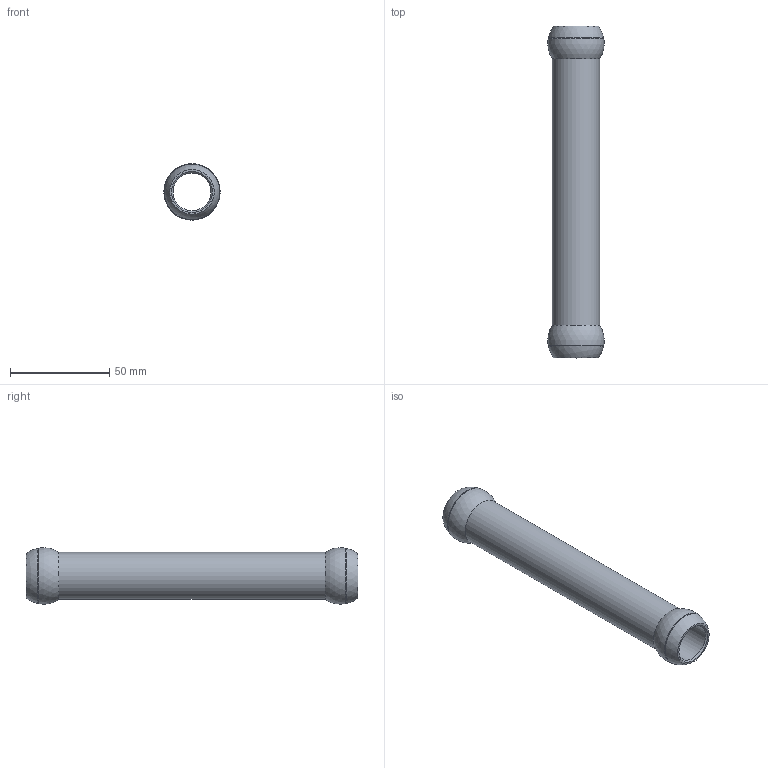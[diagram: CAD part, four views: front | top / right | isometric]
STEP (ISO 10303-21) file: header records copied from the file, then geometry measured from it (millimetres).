
FILE_DESCRIPTION (( 'STEP AP214' ), '1' );
FILE_NAME ('SLM-3-150.STEP', '2023-03-09T11:50:01', ( '' ), ( '' ), 'SwSTEP 2.0', 'SolidWorks 2021', '' );
FILE_SCHEMA (( 'AUTOMOTIVE_DESIGN' ));
Length unit declared in the file: inch
Products named in the file (1): SLM-3-150
Bounding box: 28.49 x 167.5 x 28.39 mm (x, y, z)
Volume: 30783.6 mm3; surface area: 23251 mm2
Topology: 1 solids, 1 shells, 12 faces, 25 edges, 15 vertices
Faces by surface type: sphere 4, cylinder 2, torus 2, plane 2, cone 2
Full cylindrical faces by diameter (mm): 19.05 x1, 23.812 x1
Entity records: 288 total; most frequent: DIRECTION 50, CARTESIAN_POINT 37, AXIS2_PLACEMENT_3D 25, EDGE_LOOP 24, ORIENTED_EDGE 24, FACE_OUTER_BOUND 14, EDGE_CURVE 12, ADVANCED_FACE 12
